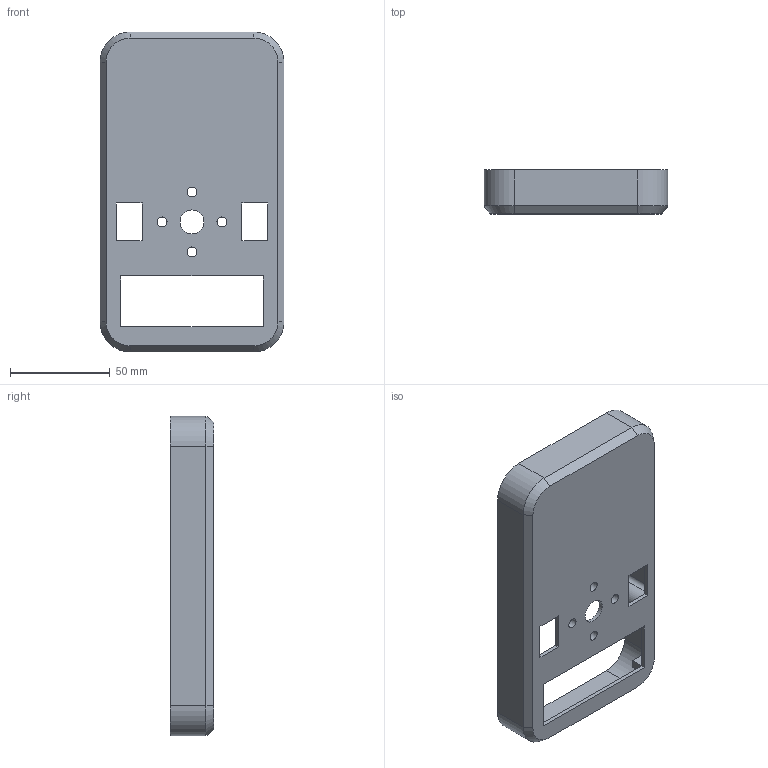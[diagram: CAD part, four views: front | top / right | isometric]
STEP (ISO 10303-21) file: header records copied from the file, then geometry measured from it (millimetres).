
FILE_DESCRIPTION(/* description */ (''),/* implementation_level */ '2;1');
FILE_NAME(/* name */ 'Control Box Top.stp',/* time_stamp */ '2018-04-22T20:00:52+01:00',/* author */ ('Eddie the Computer'),/* organization */ (''),/* preprocessor_version */ 'ST-DEVELOPER v15.2',/* originating_system */ 'Autodesk Inventor 2014',/* authorisation */ '');
FILE_SCHEMA (('AUTOMOTIVE_DESIGN { 1 0 10303 214 3 1 1 }'));
Length unit declared in the file: millimetre
Products named in the file (1): Panel Top 2
Bounding box: 92 x 22 x 160 mm (x, y, z)
Volume: 49218.1 mm3; surface area: 45773.6 mm2
Topology: 1 solids, 1 shells, 145 faces, 367 edges, 236 vertices
Faces by surface type: plane 98, cylinder 33, cone 14
Full cylindrical faces by diameter (mm): 3.5 x4, 5 x4, 8 x4, 12 x1
Entity records: 4371 total; most frequent: CARTESIAN_POINT 834, DIRECTION 728, ORIENTED_EDGE 704, EDGE_CURVE 352, LINE 244, VECTOR 244, AXIS2_PLACEMENT_3D 242, VERTEX_POINT 234
